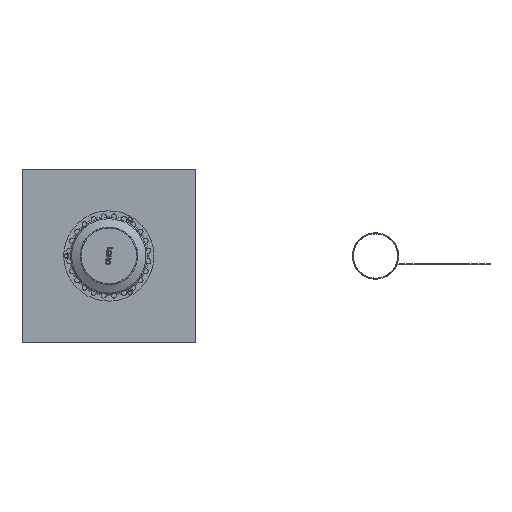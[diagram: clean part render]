
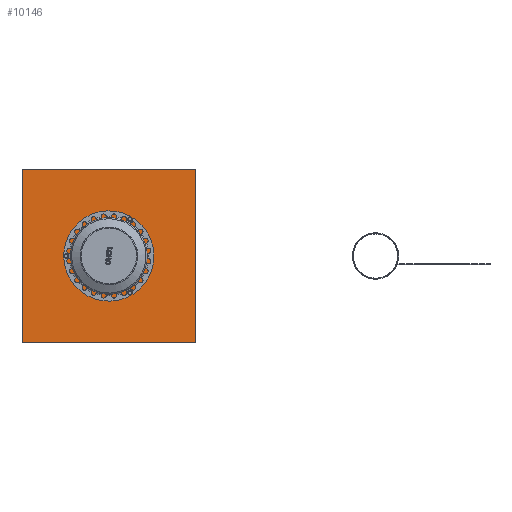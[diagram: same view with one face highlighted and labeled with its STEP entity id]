
A CAD part, top view. The second image highlights one B-rep face of the part: STEP entity #10146.
In plain terms, the highlighted planar face has unit normal (0, 0, 1).
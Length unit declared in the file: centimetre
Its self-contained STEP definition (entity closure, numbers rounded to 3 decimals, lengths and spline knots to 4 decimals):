
#471=FACE_BOUND('',#3173,.T.);
#643=PLANE('',#11298);
#1280=LINE('',#23735,#1844);
#1284=LINE('',#23742,#1848);
#1287=LINE('',#23748,#1851);
#1288=LINE('',#23750,#1852);
#1844=VECTOR('',#14063,1.);
#1848=VECTOR('',#14069,1.);
#1851=VECTOR('',#14074,1.);
#1852=VECTOR('',#14077,1.);
#2559=FACE_OUTER_BOUND('',#3172,.T.);
#3172=EDGE_LOOP('',(#9299,#9300,#9301,#9302));
#3173=EDGE_LOOP('',(#9303));
#3792=CIRCLE('',#11293,90.8789);
#4783=VERTEX_POINT('',#23725);
#4786=VERTEX_POINT('',#23732);
#4787=VERTEX_POINT('',#23734);
#4789=VERTEX_POINT('',#23740);
#4791=VERTEX_POINT('',#23746);
#6288=EDGE_CURVE('',#4783,#4783,#3792,.T.);
#6292=EDGE_CURVE('',#4786,#4787,#1280,.T.);
#6296=EDGE_CURVE('',#4789,#4786,#1284,.T.);
#6299=EDGE_CURVE('',#4791,#4789,#1287,.T.);
#6300=EDGE_CURVE('',#4787,#4791,#1288,.T.);
#9299=ORIENTED_EDGE('',*,*,#6292,.F.);
#9300=ORIENTED_EDGE('',*,*,#6296,.F.);
#9301=ORIENTED_EDGE('',*,*,#6299,.F.);
#9302=ORIENTED_EDGE('',*,*,#6300,.F.);
#9303=ORIENTED_EDGE('',*,*,#6288,.T.);
#10146=ADVANCED_FACE('',(#2559,#471),#643,.F.);
#11293=AXIS2_PLACEMENT_3D('',#23726,#14055,#14056);
#11298=AXIS2_PLACEMENT_3D('',#23749,#14075,#14076);
#14055=DIRECTION('center_axis',(0.,0.,-1.));
#14056=DIRECTION('ref_axis',(1.,0.,0.));
#14063=DIRECTION('',(0.,-1.,0.));
#14069=DIRECTION('',(1.,0.,0.));
#14074=DIRECTION('',(0.,1.,0.));
#14075=DIRECTION('center_axis',(0.,0.,-1.));
#14076=DIRECTION('ref_axis',(-1.,0.,0.));
#14077=DIRECTION('',(-1.,0.,0.));
#23725=CARTESIAN_POINT('',(786.8344,33.7928,87.625));
#23726=CARTESIAN_POINT('Origin',(786.8344,124.6717,87.625));
#23732=CARTESIAN_POINT('',(1036.8344,374.6717,87.625));
#23734=CARTESIAN_POINT('',(1036.8344,-125.3283,87.625));
#23735=CARTESIAN_POINT('',(1036.8344,124.6717,87.625));
#23740=CARTESIAN_POINT('',(536.8344,374.6717,87.625));
#23742=CARTESIAN_POINT('',(786.8344,374.6717,87.625));
#23746=CARTESIAN_POINT('',(536.8344,-125.3283,87.625));
#23748=CARTESIAN_POINT('',(536.8344,124.6717,87.625));
#23749=CARTESIAN_POINT('Origin',(786.8344,124.6717,87.625));
#23750=CARTESIAN_POINT('',(786.8344,-125.3283,87.625));
